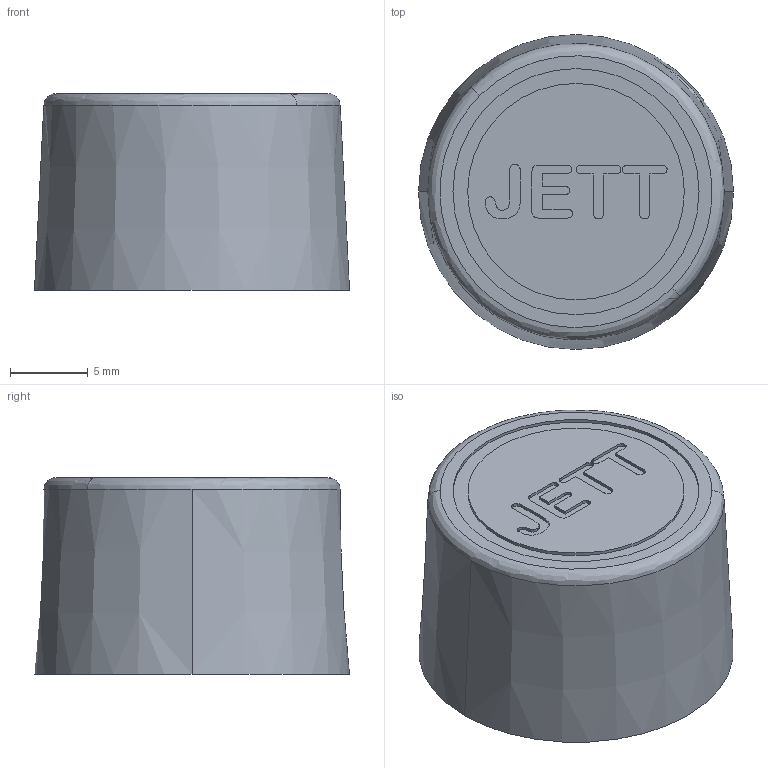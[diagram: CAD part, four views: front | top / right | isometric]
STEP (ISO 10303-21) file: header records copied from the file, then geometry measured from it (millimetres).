
FILE_DESCRIPTION (( 'STEP AP214' ), '1' );
FILE_NAME ('Select Jett Knob - Button.STEP', '2021-01-29T22:21:47', ( '' ), ( '' ), 'SwSTEP 2.0', 'SolidWorks 2019', '' );
FILE_SCHEMA (( 'AUTOMOTIVE_DESIGN' ));
Length unit declared in the file: inch
Products named in the file (1): Select Jett Knob - Button
Bounding box: 20.32 x 20.32 x 12.7 mm (x, y, z)
Volume: 3715.6 mm3; surface area: 1581.7 mm2
Topology: 1 solids, 1 shells, 114 faces, 311 edges, 205 vertices
Faces by surface type: bspline 65, plane 31, cylinder 10, cone 8
Entity records: 6274 total; most frequent: CARTESIAN_POINT 2400, ORIENTED_EDGE 618, EDGE_CURVE 309, DIRECTION 303, VERTEX_POINT 205, LINE 143, VECTOR 143, B_SPLINE_CURVE_WITH_KNOTS 134
